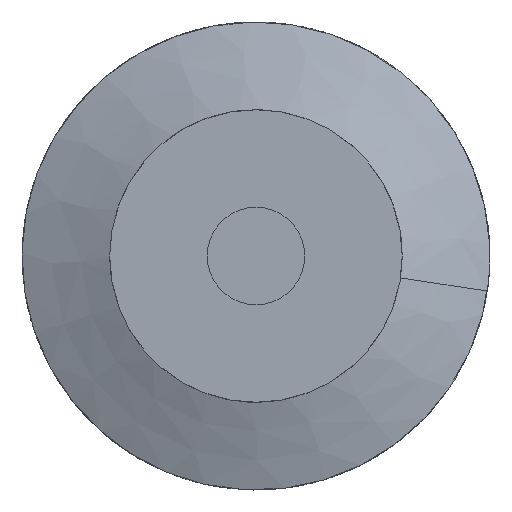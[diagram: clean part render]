
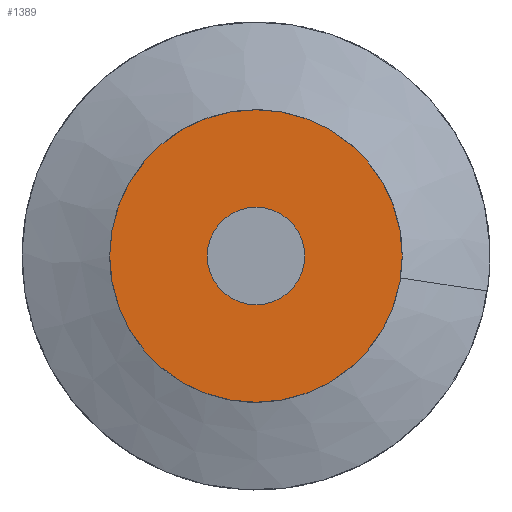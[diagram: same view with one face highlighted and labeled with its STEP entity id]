
A CAD part, front view. The second image highlights one B-rep face of the part: STEP entity #1389.
In plain terms, the highlighted planar face has unit normal (0, -1, 0).
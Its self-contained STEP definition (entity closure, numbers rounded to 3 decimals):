
#20=CARTESIAN_POINT('',(0.,-115.,0.));
#21=DIRECTION('',(0.,-1.,0.));
#22=DIRECTION('',(1.,0.,0.));
#23=AXIS2_PLACEMENT_3D('',#20,#21,#22);
#25=CARTESIAN_POINT('',(0.,-115.,0.));
#26=DIRECTION('',(0.,1.,0.));
#27=DIRECTION('',(1.,0.,0.));
#28=AXIS2_PLACEMENT_3D('',#25,#26,#27);
#65=CARTESIAN_POINT('',(0.,-115.,0.));
#66=DIRECTION('',(0.,1.,0.));
#67=DIRECTION('',(1.,0.,0.));
#68=AXIS2_PLACEMENT_3D('',#65,#66,#67);
#641=CARTESIAN_POINT('',(0.,-115.,0.));
#642=DIRECTION('',(0.,-1.,0.));
#643=DIRECTION('',(1.,0.,0.));
#644=AXIS2_PLACEMENT_3D('',#641,#642,#643);
#1267=CARTESIAN_POINT('',(12.5,-115.,0.));
#1269=VERTEX_POINT('',#1267);
#1275=CARTESIAN_POINT('',(-12.5,-115.,0.));
#1277=VERTEX_POINT('',#1275);
#1282=CARTESIAN_POINT('',(37.5,-115.,0.));
#1283=CARTESIAN_POINT('',(-37.5,-115.,0.));
#1284=VERTEX_POINT('',#1282);
#1285=VERTEX_POINT('',#1283);
#1374=CARTESIAN_POINT('',(0.,-115.,0.));
#1375=DIRECTION('',(0.,-1.,0.));
#1376=DIRECTION('',(-1.,0.,0.));
#1377=AXIS2_PLACEMENT_3D('',#1374,#1375,#1376);
#1378=PLANE('',#1377);
#1380=ORIENTED_EDGE('',*,*,#1379,.T.);
#1382=ORIENTED_EDGE('',*,*,#1381,.F.);
#1383=EDGE_LOOP('',(#1380,#1382));
#1384=FACE_OUTER_BOUND('',#1383,.F.);
#1385=ORIENTED_EDGE('',*,*,#1369,.T.);
#1386=ORIENTED_EDGE('',*,*,#1353,.F.);
#1387=EDGE_LOOP('',(#1385,#1386));
#1388=FACE_BOUND('',#1387,.F.);
#1389=ADVANCED_FACE('',(#1384,#1388),#1378,.T.);
#24=CIRCLE('',#23,12.5);
#29=CIRCLE('',#28,12.5);
#69=CIRCLE('',#68,37.5);
#645=CIRCLE('',#644,37.5);
#1353=EDGE_CURVE('',#1269,#1277,#29,.T.);
#1369=EDGE_CURVE('',#1269,#1277,#24,.T.);
#1379=EDGE_CURVE('',#1284,#1285,#69,.T.);
#1381=EDGE_CURVE('',#1284,#1285,#645,.T.);
